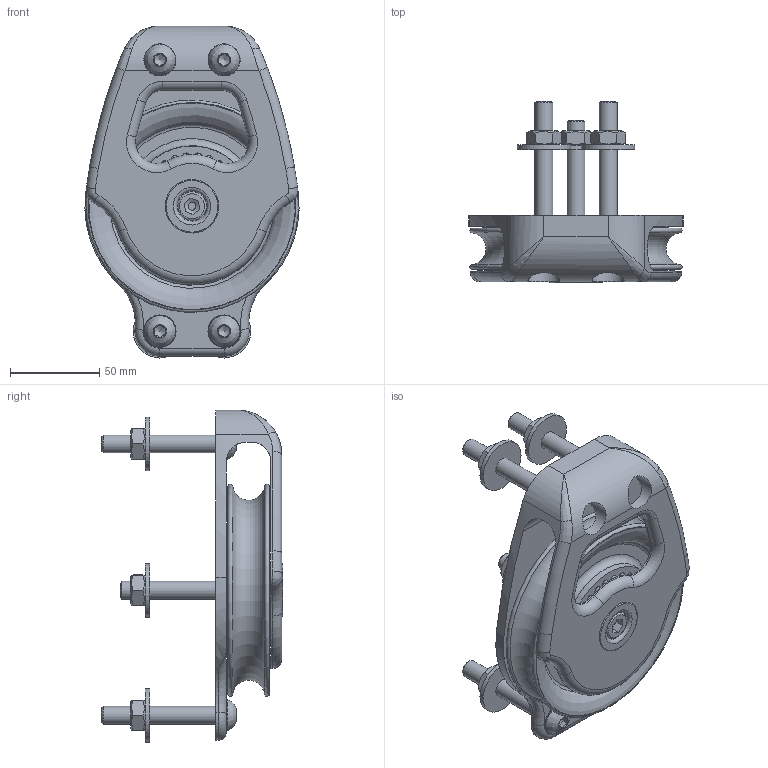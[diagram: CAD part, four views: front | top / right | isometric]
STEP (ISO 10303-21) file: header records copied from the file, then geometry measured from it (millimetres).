
FILE_DESCRIPTION(/* description */ (''),/* implementation_level */ '2;1');
FILE_NAME(/* name */ '01211.stp',/* time_stamp */ '2018-12-20T13:53:37+01:00',/* author */ ('gianni'),/* organization */ (''),/* preprocessor_version */ 'ST-DEVELOPER v16.5',/* originating_system */ 'Autodesk Inventor 2017',/* authorisation */ '');
FILE_SCHEMA (('AUTOMOTIVE_DESIGN { 1 0 10303 214 3 1 1 }'));
Length unit declared in the file: millimetre
Products named in the file (1): 18040602
Bounding box: 119.98 x 101.5 x 186 mm (x, y, z)
Volume: 379507.3 mm3; surface area: 117215.7 mm2
Topology: 1 solids, 1 shells, 289 faces, 611 edges, 411 vertices
Faces by surface type: plane 110, cylinder 54, sphere 54, torus 31, cone 30, bspline 10
Full cylindrical faces by diameter (mm): 10 x10, 16 x1, 17 x1, 18 x4, 18.2 x2, 29.8 x2, 30 x5
Entity records: 7704 total; most frequent: CARTESIAN_POINT 2006, DIRECTION 1193, ORIENTED_EDGE 1032, AXIS2_PLACEMENT_3D 537, EDGE_CURVE 516, EDGE_LOOP 455, VERTEX_POINT 387, FACE_OUTER_BOUND 289
